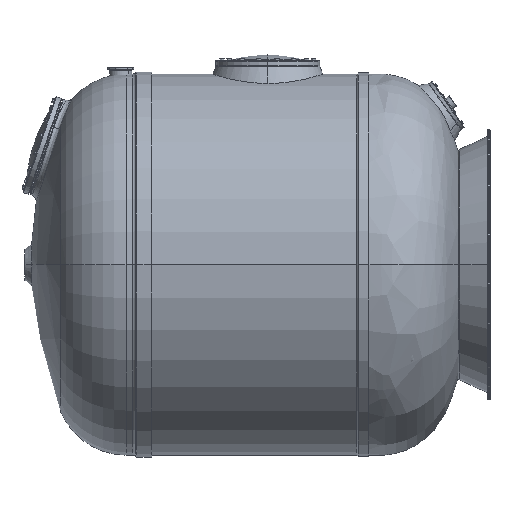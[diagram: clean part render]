
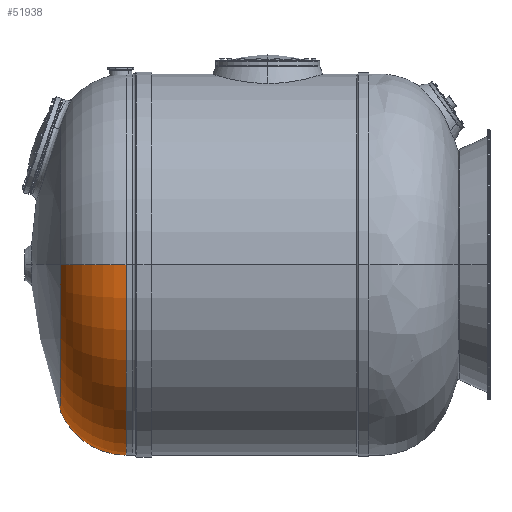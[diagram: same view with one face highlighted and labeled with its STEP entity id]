
A CAD part, left-side view. The second image highlights one B-rep face of the part: STEP entity #51938.
In plain terms, the highlighted toroidal (fillet/blend) face has major radius 573.44 mm and minor radius 344.062 mm.
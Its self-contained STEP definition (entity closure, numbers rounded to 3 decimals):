
#102 = EDGE_LOOP ( 'NONE', ( #51234, #2972, #30218, #75714 ) ) ;
#2409 = CIRCLE ( 'NONE', #46290, 705.773 ) ;
#2972 = ORIENTED_EDGE ( 'NONE', *, *, #8823, .T. ) ;
#4750 = AXIS2_PLACEMENT_3D ( 'NONE', #71232, #35078, #42102 ) ;
#6586 = DIRECTION ( 'NONE',  ( 0., 0., 1. ) ) ;
#8823 = EDGE_CURVE ( 'NONE', #69440, #66795, #25223, .T. ) ;
#9191 = AXIS2_PLACEMENT_3D ( 'NONE', #65933, #6586, #48238 ) ;
#12750 = DIRECTION ( 'NONE',  ( 1., 0., 0. ) ) ;
#14504 = TOROIDAL_SURFACE ( 'NONE', #39473, 573.44, 344.063 ) ;
#15845 = EDGE_CURVE ( 'NONE', #34462, #69440, #17320, .T. ) ;
#17320 = CIRCLE ( 'NONE', #4750, 917.5 ) ;
#24694 = DIRECTION ( 'NONE',  ( -1., 0.004, 0. ) ) ;
#24763 = CARTESIAN_POINT ( 'NONE',  ( 1355.772, 2029.332, -650. ) ) ;
#25223 = CIRCLE ( 'NONE', #41463, 344.063 ) ;
#27113 = CARTESIAN_POINT ( 'NONE',  ( 649.999, 1711.736, -650. ) ) ;
#30087 = EDGE_CURVE ( 'NONE', #36686, #66795, #2409, .T. ) ;
#30218 = ORIENTED_EDGE ( 'NONE', *, *, #30087, .F. ) ;
#31097 = DIRECTION ( 'NONE',  ( 0., 1., 0. ) ) ;
#34462 = VERTEX_POINT ( 'NONE', #63947 ) ;
#35078 = DIRECTION ( 'NONE',  ( 0., 1., 0. ) ) ;
#36686 = VERTEX_POINT ( 'NONE', #24763 ) ;
#39473 = AXIS2_PLACEMENT_3D ( 'NONE', #27113, #57339, #62887 ) ;
#41463 = AXIS2_PLACEMENT_3D ( 'NONE', #60053, #73020, #24694 ) ;
#42102 = DIRECTION ( 'NONE',  ( 1., 0., 0. ) ) ;
#43515 = CARTESIAN_POINT ( 'NONE',  ( -55.773, 2029.332, -650. ) ) ;
#43628 = CARTESIAN_POINT ( 'NONE',  ( -267.501, 1713.138, -650. ) ) ;
#46290 = AXIS2_PLACEMENT_3D ( 'NONE', #67700, #31097, #12750 ) ;
#48238 = DIRECTION ( 'NONE',  ( 1., 0.004, 0. ) ) ;
#49922 = FACE_OUTER_BOUND ( 'NONE', #102, .T. ) ;
#51234 = ORIENTED_EDGE ( 'NONE', *, *, #15845, .T. ) ;
#51938 = ADVANCED_FACE ( 'NONE', ( #49922 ), #14504, .T. ) ;
#57257 = EDGE_CURVE ( 'NONE', #34462, #36686, #60625, .T. ) ;
#57339 = DIRECTION ( 'NONE',  ( 0., 1., 0. ) ) ;
#60053 = CARTESIAN_POINT ( 'NONE',  ( 76.559, 1711.736, -650. ) ) ;
#60625 = CIRCLE ( 'NONE', #9191, 344.063 ) ;
#62887 = DIRECTION ( 'NONE',  ( 1., 0., 0. ) ) ;
#63947 = CARTESIAN_POINT ( 'NONE',  ( 1567.499, 1713.138, -650. ) ) ;
#65933 = CARTESIAN_POINT ( 'NONE',  ( 1223.44, 1711.736, -650. ) ) ;
#66795 = VERTEX_POINT ( 'NONE', #43515 ) ;
#67700 = CARTESIAN_POINT ( 'NONE',  ( 649.999, 2029.332, -650. ) ) ;
#69440 = VERTEX_POINT ( 'NONE', #43628 ) ;
#71232 = CARTESIAN_POINT ( 'NONE',  ( 649.999, 1713.138, -650. ) ) ;
#73020 = DIRECTION ( 'NONE',  ( 0., 0., -1. ) ) ;
#75714 = ORIENTED_EDGE ( 'NONE', *, *, #57257, .F. ) ;
